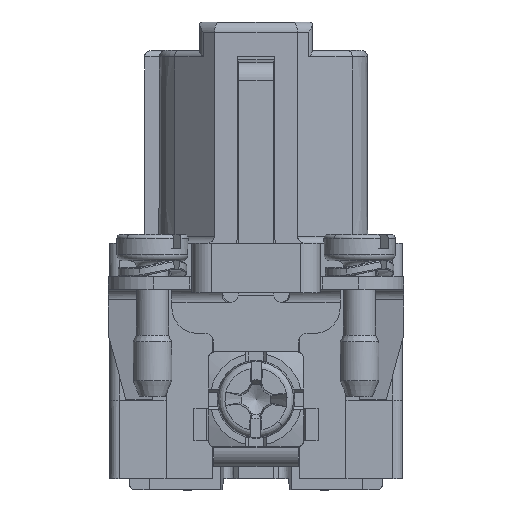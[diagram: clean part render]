
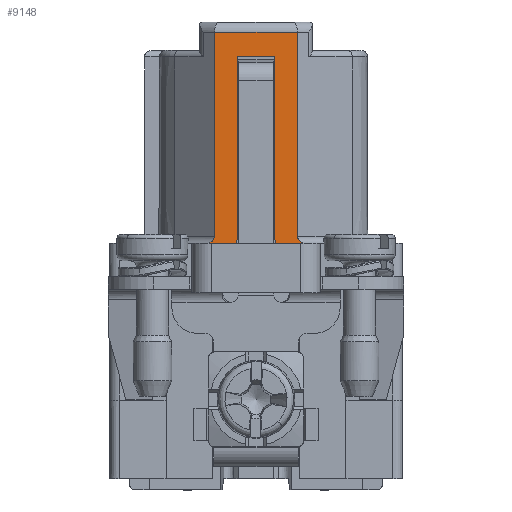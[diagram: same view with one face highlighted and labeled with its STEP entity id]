
A CAD part, left-side view. The second image highlights one B-rep face of the part: STEP entity #9148.
In plain terms, the highlighted planar face has unit normal (-1, 0, 0.004).
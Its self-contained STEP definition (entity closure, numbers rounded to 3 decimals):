
#8948=ELLIPSE('',#30066,0.707,0.5);
#8949=ELLIPSE('',#30067,0.707,0.5);
#9148=ADVANCED_FACE('',(#10958),#10298,.T.);
#10298=PLANE('',#30068);
#10958=FACE_OUTER_BOUND('',#11986,.T.);
#11986=EDGE_LOOP('',(#14148,#14149,#14150,#14151,#14152,#14153,#14154,#14155,
#14156,#14157));
#14148=ORIENTED_EDGE('',*,*,#21956,.F.);
#14149=ORIENTED_EDGE('',*,*,#21957,.T.);
#14150=ORIENTED_EDGE('',*,*,#21958,.T.);
#14151=ORIENTED_EDGE('',*,*,#21959,.T.);
#14152=ORIENTED_EDGE('',*,*,#21358,.F.);
#14153=ORIENTED_EDGE('',*,*,#21960,.F.);
#14154=ORIENTED_EDGE('',*,*,#21961,.F.);
#14155=ORIENTED_EDGE('',*,*,#21962,.F.);
#14156=ORIENTED_EDGE('',*,*,#21354,.F.);
#14157=ORIENTED_EDGE('',*,*,#21963,.T.);
#19338=VERTEX_POINT('',#38925);
#19339=VERTEX_POINT('',#38927);
#19340=VERTEX_POINT('',#38931);
#19341=VERTEX_POINT('',#38933);
#19813=VERTEX_POINT('',#40117);
#19814=VERTEX_POINT('',#40118);
#19815=VERTEX_POINT('',#40120);
#19816=VERTEX_POINT('',#40122);
#19817=VERTEX_POINT('',#40125);
#19818=VERTEX_POINT('',#40127);
#21354=EDGE_CURVE('',#19338,#19339,#24860,.T.);
#21358=EDGE_CURVE('',#19340,#19341,#24864,.T.);
#21956=EDGE_CURVE('',#19813,#19814,#25320,.T.);
#21957=EDGE_CURVE('',#19813,#19815,#25321,.T.);
#21958=EDGE_CURVE('',#19815,#19816,#25322,.T.);
#21959=EDGE_CURVE('',#19816,#19341,#8948,.T.);
#21960=EDGE_CURVE('',#19817,#19340,#25323,.T.);
#21961=EDGE_CURVE('',#19818,#19817,#25324,.T.);
#21962=EDGE_CURVE('',#19339,#19818,#25325,.T.);
#21963=EDGE_CURVE('',#19338,#19814,#8949,.T.);
#24860=LINE('',#38926,#26646);
#24864=LINE('',#38932,#26650);
#25320=LINE('',#40116,#27106);
#25321=LINE('',#40119,#27107);
#25322=LINE('',#40121,#27108);
#25323=LINE('',#40124,#27109);
#25324=LINE('',#40126,#27110);
#25325=LINE('',#40128,#27111);
#26646=VECTOR('',#31846,1.);
#26650=VECTOR('',#31850,1.);
#27106=VECTOR('',#32818,1.);
#27107=VECTOR('',#32819,1.);
#27108=VECTOR('',#32820,1.);
#27109=VECTOR('',#32823,1.);
#27110=VECTOR('',#32824,1.);
#27111=VECTOR('',#32825,1.);
#30066=AXIS2_PLACEMENT_3D('',#40123,#32821,#32822);
#30067=AXIS2_PLACEMENT_3D('',#40129,#32826,#32827);
#30068=AXIS2_PLACEMENT_3D('',#40130,#32828,#32829);
#31846=DIRECTION('',(0.,1.,0.));
#31850=DIRECTION('',(0.,1.,0.));
#32818=DIRECTION('',(-0.003,-0.001,-1.));
#32819=DIRECTION('',(0.,1.,0.));
#32820=DIRECTION('',(-0.003,0.001,-1.));
#32821=DIRECTION('',(1.,0.,-0.003));
#32822=DIRECTION('',(0.,1.,0.003));
#32823=DIRECTION('',(-0.003,0.003,-1.));
#32824=DIRECTION('',(0.,1.,0.));
#32825=DIRECTION('',(0.003,0.003,1.));
#32826=DIRECTION('',(1.,0.,-0.003));
#32827=DIRECTION('',(0.,1.,-0.003));
#32828=DIRECTION('',(-1.,0.,0.003));
#32829=DIRECTION('',(0.003,0.,1.));
#38925=CARTESIAN_POINT('',(-27.602,-3.926,3.55));
#38926=CARTESIAN_POINT('',(-27.602,-10.55,3.55));
#38927=CARTESIAN_POINT('',(-27.602,-1.468,3.55));
#38931=CARTESIAN_POINT('',(-27.602,1.468,3.55));
#38932=CARTESIAN_POINT('',(-27.602,-10.55,3.55));
#38933=CARTESIAN_POINT('',(-27.602,3.926,3.55));
#40116=CARTESIAN_POINT('',(-27.55,-3.2,18.475));
#40117=CARTESIAN_POINT('',(-27.545,-3.198,19.853));
#40118=CARTESIAN_POINT('',(-27.6,-3.221,4.048));
#40119=CARTESIAN_POINT('',(-27.545,3.197,19.853));
#40120=CARTESIAN_POINT('',(-27.545,3.198,19.853));
#40121=CARTESIAN_POINT('',(-27.55,3.2,18.455));
#40122=CARTESIAN_POINT('',(-27.6,3.221,4.048));
#40123=CARTESIAN_POINT('',(-27.6,3.928,4.05));
#40124=CARTESIAN_POINT('',(-27.55,1.429,18.454));
#40125=CARTESIAN_POINT('',(-27.552,1.431,17.95));
#40126=CARTESIAN_POINT('',(-27.552,0.,17.95));
#40127=CARTESIAN_POINT('',(-27.552,-1.431,17.95));
#40128=CARTESIAN_POINT('',(-27.55,-1.429,18.454));
#40129=CARTESIAN_POINT('',(-27.6,-3.928,4.05));
#40130=CARTESIAN_POINT('',(-27.55,0.,18.45));
